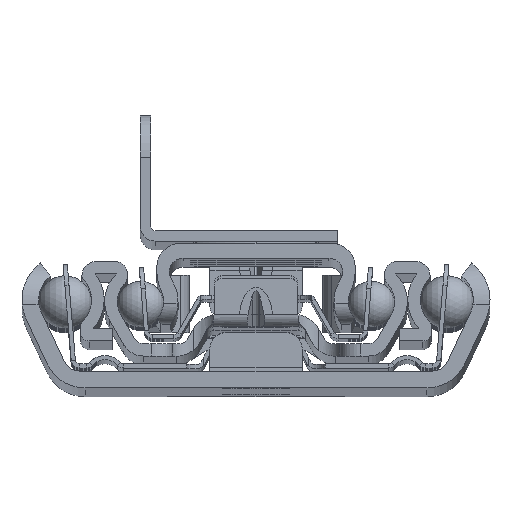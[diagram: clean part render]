
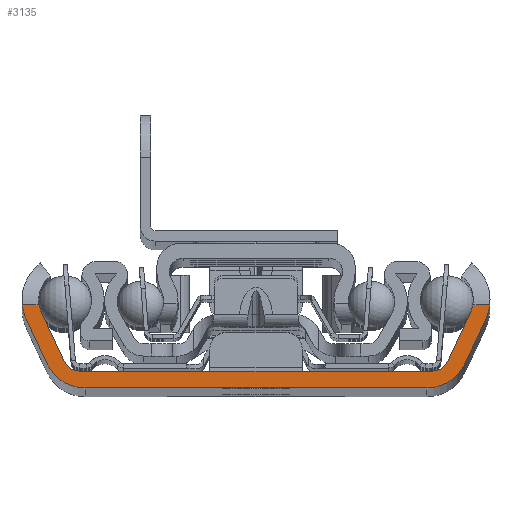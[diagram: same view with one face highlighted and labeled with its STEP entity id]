
A CAD part, top view. The second image highlights one B-rep face of the part: STEP entity #3135.
In plain terms, the highlighted planar face has unit normal (0, 0, 1).
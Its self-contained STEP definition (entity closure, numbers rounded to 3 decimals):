
#36=DIRECTION('',(1.,0.,0.));
#37=VECTOR('',#36,2.009);
#38=CARTESIAN_POINT('',(-27.867,9.9,0.));
#39=LINE('',#38,#37);
#40=CARTESIAN_POINT('',(-22.41,10.5,0.));
#41=DIRECTION('',(0.,0.,-1.));
#42=DIRECTION('',(-0.906,-0.423,0.));
#43=AXIS2_PLACEMENT_3D('',#40,#41,#42);
#45=DIRECTION('',(-0.423,0.906,0.));
#46=VECTOR('',#45,6.472);
#47=CARTESIAN_POINT('',(-22.847,3.155,0.));
#48=LINE('',#47,#46);
#49=CARTESIAN_POINT('',(-21.034,4.,0.));
#50=DIRECTION('',(0.,0.,-1.));
#51=DIRECTION('',(0.,-1.,0.));
#52=AXIS2_PLACEMENT_3D('',#49,#50,#51);
#54=DIRECTION('',(-1.,0.,0.));
#55=VECTOR('',#54,42.068);
#56=CARTESIAN_POINT('',(21.034,2.,0.));
#57=LINE('',#56,#55);
#58=CARTESIAN_POINT('',(21.034,4.,0.));
#59=DIRECTION('',(0.,0.,-1.));
#60=DIRECTION('',(0.906,-0.423,0.));
#61=AXIS2_PLACEMENT_3D('',#58,#59,#60);
#63=DIRECTION('',(-0.423,-0.906,0.));
#64=VECTOR('',#63,6.472);
#65=CARTESIAN_POINT('',(25.582,9.021,0.));
#66=LINE('',#65,#64);
#67=CARTESIAN_POINT('',(22.41,10.5,0.));
#68=DIRECTION('',(0.,0.,-1.));
#69=DIRECTION('',(0.985,-0.171,0.));
#70=AXIS2_PLACEMENT_3D('',#67,#68,#69);
#72=DIRECTION('',(1.,0.,0.));
#73=VECTOR('',#72,2.009);
#74=CARTESIAN_POINT('',(25.858,9.9,0.));
#75=LINE('',#74,#73);
#76=CARTESIAN_POINT('',(22.41,10.5,0.));
#77=DIRECTION('',(0.,0.,1.));
#78=DIRECTION('',(0.906,-0.423,0.));
#79=AXIS2_PLACEMENT_3D('',#76,#77,#78);
#81=DIRECTION('',(0.423,0.906,0.));
#82=VECTOR('',#81,5.84);
#83=CARTESIAN_POINT('',(24.918,2.887,0.));
#84=LINE('',#83,#82);
#85=CARTESIAN_POINT('',(20.386,5.,0.));
#86=DIRECTION('',(0.,0.,1.));
#87=DIRECTION('',(0.,-1.,0.));
#88=AXIS2_PLACEMENT_3D('',#85,#86,#87);
#90=DIRECTION('',(1.,0.,0.));
#91=VECTOR('',#90,40.772);
#92=CARTESIAN_POINT('',(-20.386,0.,0.));
#93=LINE('',#92,#91);
#94=CARTESIAN_POINT('',(-20.386,5.,0.));
#95=DIRECTION('',(0.,0.,1.));
#96=DIRECTION('',(-0.906,-0.423,0.));
#97=AXIS2_PLACEMENT_3D('',#94,#95,#96);
#99=DIRECTION('',(0.423,-0.906,0.));
#100=VECTOR('',#99,5.84);
#101=CARTESIAN_POINT('',(-27.386,8.18,0.));
#102=LINE('',#101,#100);
#103=CARTESIAN_POINT('',(-22.41,10.5,0.));
#104=DIRECTION('',(0.,0.,1.));
#105=DIRECTION('',(-0.994,-0.109,0.));
#106=AXIS2_PLACEMENT_3D('',#103,#104,#105);
#2638=CARTESIAN_POINT('',(-21.034,2.,0.));
#2639=CARTESIAN_POINT('',(-22.847,3.155,0.));
#2640=VERTEX_POINT('',#2638);
#2641=VERTEX_POINT('',#2639);
#2642=CARTESIAN_POINT('',(-25.582,9.021,0.));
#2643=VERTEX_POINT('',#2642);
#2644=CARTESIAN_POINT('',(-27.386,8.18,0.));
#2645=CARTESIAN_POINT('',(-24.918,2.887,0.));
#2646=VERTEX_POINT('',#2644);
#2647=VERTEX_POINT('',#2645);
#2648=CARTESIAN_POINT('',(-20.386,0.,0.));
#2649=VERTEX_POINT('',#2648);
#2650=CARTESIAN_POINT('',(20.386,0.,0.));
#2651=VERTEX_POINT('',#2650);
#2652=CARTESIAN_POINT('',(24.918,2.887,0.));
#2653=VERTEX_POINT('',#2652);
#2654=CARTESIAN_POINT('',(27.386,8.18,0.));
#2655=VERTEX_POINT('',#2654);
#2656=CARTESIAN_POINT('',(25.582,9.021,0.));
#2657=CARTESIAN_POINT('',(22.847,3.155,0.));
#2658=VERTEX_POINT('',#2656);
#2659=VERTEX_POINT('',#2657);
#2660=CARTESIAN_POINT('',(21.034,2.,0.));
#2661=VERTEX_POINT('',#2660);
#2856=CARTESIAN_POINT('',(-27.867,9.9,0.));
#2857=CARTESIAN_POINT('',(-25.858,9.9,0.));
#2858=VERTEX_POINT('',#2856);
#2859=VERTEX_POINT('',#2857);
#2860=CARTESIAN_POINT('',(25.858,9.9,0.));
#2861=CARTESIAN_POINT('',(27.867,9.9,0.));
#2862=VERTEX_POINT('',#2860);
#2863=VERTEX_POINT('',#2861);
#3096=CARTESIAN_POINT('',(0.,0.,0.));
#3097=DIRECTION('',(0.,0.,1.));
#3098=DIRECTION('',(1.,0.,0.));
#3099=AXIS2_PLACEMENT_3D('',#3096,#3097,#3098);
#3100=PLANE('',#3099);
#3102=ORIENTED_EDGE('',*,*,#3101,.T.);
#3104=ORIENTED_EDGE('',*,*,#3103,.F.);
#3106=ORIENTED_EDGE('',*,*,#3105,.F.);
#3108=ORIENTED_EDGE('',*,*,#3107,.F.);
#3110=ORIENTED_EDGE('',*,*,#3109,.F.);
#3112=ORIENTED_EDGE('',*,*,#3111,.F.);
#3114=ORIENTED_EDGE('',*,*,#3113,.F.);
#3116=ORIENTED_EDGE('',*,*,#3115,.F.);
#3118=ORIENTED_EDGE('',*,*,#3117,.T.);
#3120=ORIENTED_EDGE('',*,*,#3119,.F.);
#3122=ORIENTED_EDGE('',*,*,#3121,.F.);
#3124=ORIENTED_EDGE('',*,*,#3123,.F.);
#3126=ORIENTED_EDGE('',*,*,#3125,.F.);
#3128=ORIENTED_EDGE('',*,*,#3127,.F.);
#3130=ORIENTED_EDGE('',*,*,#3129,.F.);
#3132=ORIENTED_EDGE('',*,*,#3131,.F.);
#3133=EDGE_LOOP('',(#3102,#3104,#3106,#3108,#3110,#3112,#3114,#3116,#3118,#3120,
#3122,#3124,#3126,#3128,#3130,#3132));
#3134=FACE_OUTER_BOUND('',#3133,.F.);
#3135=ADVANCED_FACE('',(#3134),#3100,.T.);
#44=CIRCLE('',#43,3.5);
#53=CIRCLE('',#52,2.);
#62=CIRCLE('',#61,2.);
#71=CIRCLE('',#70,3.5);
#80=CIRCLE('',#79,5.49);
#89=CIRCLE('',#88,5.);
#98=CIRCLE('',#97,5.);
#107=CIRCLE('',#106,5.49);
#3101=EDGE_CURVE('',#2858,#2859,#39,.T.);
#3103=EDGE_CURVE('',#2643,#2859,#44,.T.);
#3105=EDGE_CURVE('',#2641,#2643,#48,.T.);
#3107=EDGE_CURVE('',#2640,#2641,#53,.T.);
#3109=EDGE_CURVE('',#2661,#2640,#57,.T.);
#3111=EDGE_CURVE('',#2659,#2661,#62,.T.);
#3113=EDGE_CURVE('',#2658,#2659,#66,.T.);
#3115=EDGE_CURVE('',#2862,#2658,#71,.T.);
#3117=EDGE_CURVE('',#2862,#2863,#75,.T.);
#3119=EDGE_CURVE('',#2655,#2863,#80,.T.);
#3121=EDGE_CURVE('',#2653,#2655,#84,.T.);
#3123=EDGE_CURVE('',#2651,#2653,#89,.T.);
#3125=EDGE_CURVE('',#2649,#2651,#93,.T.);
#3127=EDGE_CURVE('',#2647,#2649,#98,.T.);
#3129=EDGE_CURVE('',#2646,#2647,#102,.T.);
#3131=EDGE_CURVE('',#2858,#2646,#107,.T.);
